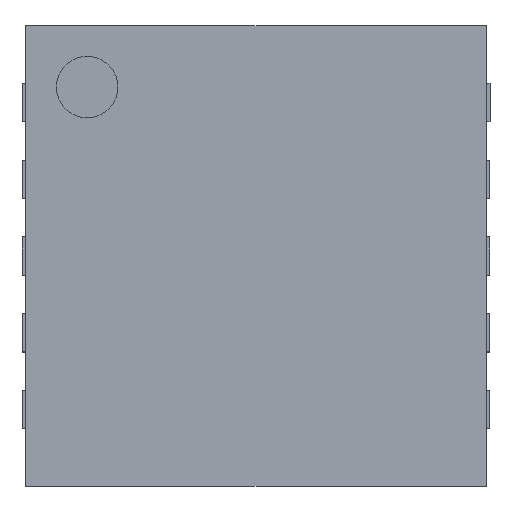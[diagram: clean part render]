
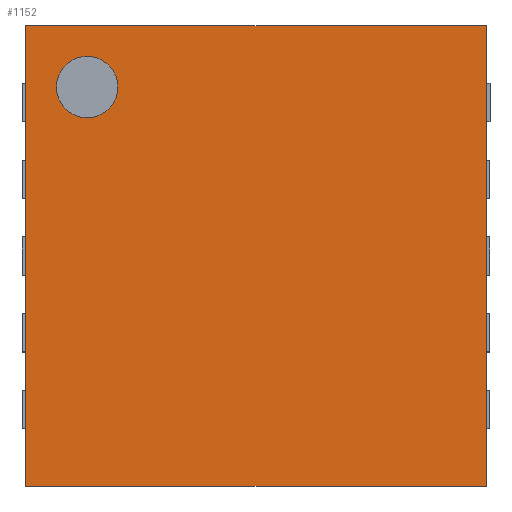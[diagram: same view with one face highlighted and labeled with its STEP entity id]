
A CAD part, top view. The second image highlights one B-rep face of the part: STEP entity #1152.
In plain terms, the highlighted planar face has unit normal (0, 0, 1).
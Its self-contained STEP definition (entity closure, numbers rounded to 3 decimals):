
#109 = CARTESIAN_POINT ( 'NONE',  ( -1.5, -1.5, 0.9 ) ) ;
#136 = DIRECTION ( 'NONE',  ( 0., 0., -1. ) ) ;
#149 = EDGE_LOOP ( 'NONE', ( #1444, #1527, #357, #2687 ) ) ;
#177 = VECTOR ( 'NONE', #1590, 1000. ) ;
#191 = AXIS2_PLACEMENT_3D ( 'NONE', #1649, #2691, #2675 ) ;
#251 = EDGE_LOOP ( 'NONE', ( #908, #1735 ) ) ;
#286 = CARTESIAN_POINT ( 'NONE',  ( 0., 1.5, 0.9 ) ) ;
#357 = ORIENTED_EDGE ( 'NONE', *, *, #1334, .T. ) ;
#405 = DIRECTION ( 'NONE',  ( 1., 0., 0. ) ) ;
#436 = LINE ( 'NONE', #2743, #2797 ) ;
#605 = AXIS2_PLACEMENT_3D ( 'NONE', #1318, #2845, #1805 ) ;
#770 = CARTESIAN_POINT ( 'NONE',  ( 1.5, -1.5, 0.9 ) ) ;
#771 = DIRECTION ( 'NONE',  ( 0., -1., 0. ) ) ;
#776 = FACE_OUTER_BOUND ( 'NONE', #149, .T. ) ;
#789 = CARTESIAN_POINT ( 'NONE',  ( -1.5, 0., 0.9 ) ) ;
#908 = ORIENTED_EDGE ( 'NONE', *, *, #3009, .T. ) ;
#945 = VERTEX_POINT ( 'NONE', #2905 ) ;
#1152 = ADVANCED_FACE ( 'NONE', ( #776, #2775 ), #2077, .T. ) ;
#1289 = DIRECTION ( 'NONE',  ( -1., 0., 0. ) ) ;
#1302 = EDGE_CURVE ( 'NONE', #2226, #2550, #1382, .T. ) ;
#1318 = CARTESIAN_POINT ( 'NONE',  ( 0., 0., 0.9 ) ) ;
#1334 = EDGE_CURVE ( 'NONE', #2550, #945, #436, .T. ) ;
#1382 = LINE ( 'NONE', #1912, #177 ) ;
#1444 = ORIENTED_EDGE ( 'NONE', *, *, #1583, .T. ) ;
#1463 = EDGE_CURVE ( 'NONE', #1711, #1916, #2051, .T. ) ;
#1489 = LINE ( 'NONE', #789, #2170 ) ;
#1527 = ORIENTED_EDGE ( 'NONE', *, *, #1302, .T. ) ;
#1563 = LINE ( 'NONE', #286, #2985 ) ;
#1583 = EDGE_CURVE ( 'NONE', #1763, #2226, #1489, .T. ) ;
#1590 = DIRECTION ( 'NONE',  ( 1., 0., 0. ) ) ;
#1649 = CARTESIAN_POINT ( 'NONE',  ( -1.1, 1.1, 0.9 ) ) ;
#1689 = CIRCLE ( 'NONE', #191, 0.2 ) ;
#1711 = VERTEX_POINT ( 'NONE', #2237 ) ;
#1735 = ORIENTED_EDGE ( 'NONE', *, *, #1463, .T. ) ;
#1763 = VERTEX_POINT ( 'NONE', #2727 ) ;
#1805 = DIRECTION ( 'NONE',  ( 1., 0., 0. ) ) ;
#1912 = CARTESIAN_POINT ( 'NONE',  ( 0., -1.5, 0.9 ) ) ;
#1916 = VERTEX_POINT ( 'NONE', #2538 ) ;
#1972 = DIRECTION ( 'NONE',  ( 0., 1., 0. ) ) ;
#2051 = CIRCLE ( 'NONE', #2485, 0.2 ) ;
#2077 = PLANE ( 'NONE',  #605 ) ;
#2170 = VECTOR ( 'NONE', #771, 1000. ) ;
#2226 = VERTEX_POINT ( 'NONE', #109 ) ;
#2237 = CARTESIAN_POINT ( 'NONE',  ( -1.3, 1.1, 0.9 ) ) ;
#2455 = EDGE_CURVE ( 'NONE', #945, #1763, #1563, .T. ) ;
#2485 = AXIS2_PLACEMENT_3D ( 'NONE', #2756, #136, #405 ) ;
#2538 = CARTESIAN_POINT ( 'NONE',  ( -0.9, 1.1, 0.9 ) ) ;
#2550 = VERTEX_POINT ( 'NONE', #770 ) ;
#2675 = DIRECTION ( 'NONE',  ( 1., 0., 0. ) ) ;
#2687 = ORIENTED_EDGE ( 'NONE', *, *, #2455, .T. ) ;
#2691 = DIRECTION ( 'NONE',  ( 0., 0., -1. ) ) ;
#2727 = CARTESIAN_POINT ( 'NONE',  ( -1.5, 1.5, 0.9 ) ) ;
#2743 = CARTESIAN_POINT ( 'NONE',  ( 1.5, 0., 0.9 ) ) ;
#2756 = CARTESIAN_POINT ( 'NONE',  ( -1.1, 1.1, 0.9 ) ) ;
#2775 = FACE_BOUND ( 'NONE', #251, .T. ) ;
#2797 = VECTOR ( 'NONE', #1972, 1000. ) ;
#2845 = DIRECTION ( 'NONE',  ( 0., 0., 1. ) ) ;
#2905 = CARTESIAN_POINT ( 'NONE',  ( 1.5, 1.5, 0.9 ) ) ;
#2985 = VECTOR ( 'NONE', #1289, 1000. ) ;
#3009 = EDGE_CURVE ( 'NONE', #1916, #1711, #1689, .T. ) ;
